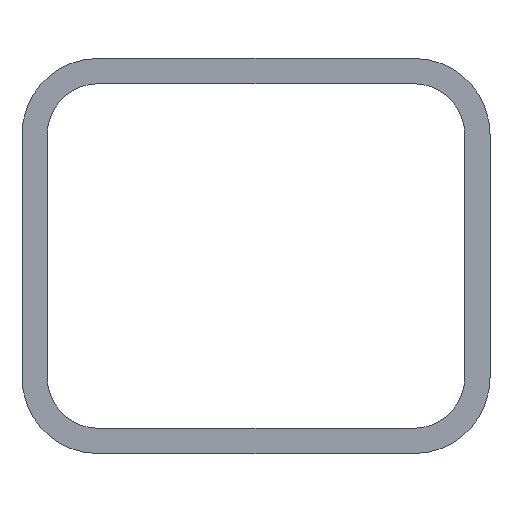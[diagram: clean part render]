
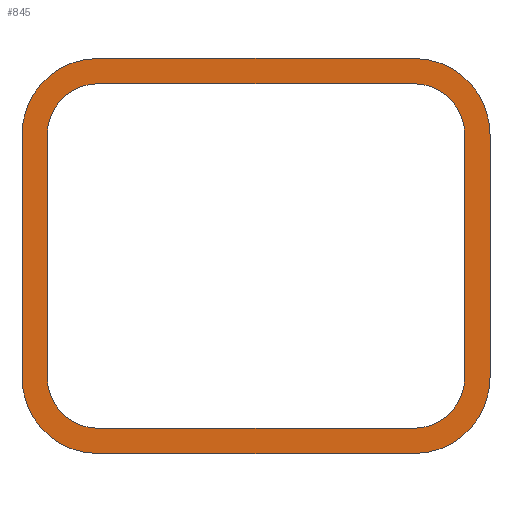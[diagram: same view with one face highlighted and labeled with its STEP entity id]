
A CAD part, front view. The second image highlights one B-rep face of the part: STEP entity #845.
In plain terms, the highlighted planar face has unit normal (0, -1, 0).
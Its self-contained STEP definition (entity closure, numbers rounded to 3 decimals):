
#14 = DIRECTION ( 'NONE',  ( 0., 1., 0. ) ) ;
#21 = ORIENTED_EDGE ( 'NONE', *, *, #651, .T. ) ;
#38 = EDGE_CURVE ( 'NONE', #634, #814, #542, .T. ) ;
#40 = EDGE_CURVE ( 'NONE', #663, #622, #201, .T. ) ;
#48 = VECTOR ( 'NONE', #247, 1000. ) ;
#49 = CARTESIAN_POINT ( 'NONE',  ( 46.2, -5., -24. ) ) ;
#53 = CARTESIAN_POINT ( 'NONE',  ( -31.2, -5., -24. ) ) ;
#68 = PLANE ( 'NONE',  #536 ) ;
#69 = CIRCLE ( 'NONE', #128, 10. ) ;
#76 = CARTESIAN_POINT ( 'NONE',  ( 46.2, -5., 24. ) ) ;
#80 = ORIENTED_EDGE ( 'NONE', *, *, #38, .F. ) ;
#82 = DIRECTION ( 'NONE',  ( 0., 0., -1. ) ) ;
#84 = VERTEX_POINT ( 'NONE', #134 ) ;
#93 = VERTEX_POINT ( 'NONE', #49 ) ;
#100 = EDGE_CURVE ( 'NONE', #590, #417, #509, .T. ) ;
#128 = AXIS2_PLACEMENT_3D ( 'NONE', #705, #697, #551 ) ;
#129 = DIRECTION ( 'NONE',  ( 0., 0., -1. ) ) ;
#133 = CARTESIAN_POINT ( 'NONE',  ( 31.2, -5., -39. ) ) ;
#134 = CARTESIAN_POINT ( 'NONE',  ( -41.2, -5., -24. ) ) ;
#135 = DIRECTION ( 'NONE',  ( 0., 0., -1. ) ) ;
#136 = CARTESIAN_POINT ( 'NONE',  ( -41.2, -5., 24. ) ) ;
#141 = DIRECTION ( 'NONE',  ( 0., -1., 0. ) ) ;
#148 = CARTESIAN_POINT ( 'NONE',  ( 31.2, -5., 39. ) ) ;
#152 = DIRECTION ( 'NONE',  ( 0., 1., 0. ) ) ;
#160 = EDGE_CURVE ( 'NONE', #417, #576, #234, .T. ) ;
#164 = DIRECTION ( 'NONE',  ( 0., 0., -1. ) ) ;
#179 = CARTESIAN_POINT ( 'NONE',  ( -31.2, -5., -39. ) ) ;
#193 = CARTESIAN_POINT ( 'NONE',  ( -46.2, -5., -24. ) ) ;
#196 = VECTOR ( 'NONE', #868, 1000. ) ;
#201 = CIRCLE ( 'NONE', #499, 10. ) ;
#204 = DIRECTION ( 'NONE',  ( 0., 0., 1. ) ) ;
#205 = DIRECTION ( 'NONE',  ( 0., 1., 0. ) ) ;
#213 = ORIENTED_EDGE ( 'NONE', *, *, #829, .F. ) ;
#229 = AXIS2_PLACEMENT_3D ( 'NONE', #230, #152, #164 ) ;
#230 = CARTESIAN_POINT ( 'NONE',  ( 31.2, -5., -24. ) ) ;
#234 = LINE ( 'NONE', #148, #534 ) ;
#246 = ORIENTED_EDGE ( 'NONE', *, *, #362, .F. ) ;
#247 = DIRECTION ( 'NONE',  ( 1., 0., 0. ) ) ;
#250 = DIRECTION ( 'NONE',  ( 0., 1., 0. ) ) ;
#260 = CARTESIAN_POINT ( 'NONE',  ( 31.2, -5., 24. ) ) ;
#262 = DIRECTION ( 'NONE',  ( 0., 1., 0. ) ) ;
#265 = AXIS2_PLACEMENT_3D ( 'NONE', #882, #262, #129 ) ;
#269 = DIRECTION ( 'NONE',  ( 0., 1., 0. ) ) ;
#288 = CARTESIAN_POINT ( 'NONE',  ( 41.2, -5., -24. ) ) ;
#298 = VERTEX_POINT ( 'NONE', #136 ) ;
#300 = CARTESIAN_POINT ( 'NONE',  ( -31.2, -5., -24. ) ) ;
#313 = CARTESIAN_POINT ( 'NONE',  ( 31.2, -5., -34. ) ) ;
#323 = ORIENTED_EDGE ( 'NONE', *, *, #725, .F. ) ;
#330 = EDGE_CURVE ( 'NONE', #464, #93, #691, .T. ) ;
#343 = FACE_BOUND ( 'NONE', #488, .T. ) ;
#345 = VECTOR ( 'NONE', #686, 1000. ) ;
#346 = VERTEX_POINT ( 'NONE', #758 ) ;
#353 = AXIS2_PLACEMENT_3D ( 'NONE', #300, #376, #911 ) ;
#354 = VECTOR ( 'NONE', #135, 1000. ) ;
#362 = EDGE_CURVE ( 'NONE', #93, #902, #545, .T. ) ;
#373 = ORIENTED_EDGE ( 'NONE', *, *, #419, .T. ) ;
#375 = ORIENTED_EDGE ( 'NONE', *, *, #100, .F. ) ;
#376 = DIRECTION ( 'NONE',  ( 0., 1., 0. ) ) ;
#378 = CIRCLE ( 'NONE', #818, 15. ) ;
#384 = VERTEX_POINT ( 'NONE', #831 ) ;
#392 = LINE ( 'NONE', #491, #196 ) ;
#394 = CIRCLE ( 'NONE', #747, 10. ) ;
#397 = ORIENTED_EDGE ( 'NONE', *, *, #330, .F. ) ;
#400 = EDGE_CURVE ( 'NONE', #384, #84, #726, .T. ) ;
#402 = LINE ( 'NONE', #313, #345 ) ;
#414 = DIRECTION ( 'NONE',  ( 0., 0., -1. ) ) ;
#417 = VERTEX_POINT ( 'NONE', #917 ) ;
#418 = ORIENTED_EDGE ( 'NONE', *, *, #671, .T. ) ;
#419 = EDGE_CURVE ( 'NONE', #887, #452, #394, .T. ) ;
#447 = AXIS2_PLACEMENT_3D ( 'NONE', #53, #205, #414 ) ;
#451 = EDGE_CURVE ( 'NONE', #452, #384, #402, .T. ) ;
#452 = VERTEX_POINT ( 'NONE', #847 ) ;
#464 = VERTEX_POINT ( 'NONE', #931 ) ;
#467 = CARTESIAN_POINT ( 'NONE',  ( 31.2, -5., 34. ) ) ;
#471 = VECTOR ( 'NONE', #480, 1000. ) ;
#480 = DIRECTION ( 'NONE',  ( 0., 0., 1. ) ) ;
#484 = VECTOR ( 'NONE', #752, 1000. ) ;
#486 = ORIENTED_EDGE ( 'NONE', *, *, #940, .T. ) ;
#488 = EDGE_LOOP ( 'NONE', ( #486, #373, #496, #524, #781, #418, #21, #547 ) ) ;
#490 = CARTESIAN_POINT ( 'NONE',  ( -46.2, -5., 24. ) ) ;
#491 = CARTESIAN_POINT ( 'NONE',  ( 31.2, -5., -39. ) ) ;
#496 = ORIENTED_EDGE ( 'NONE', *, *, #451, .T. ) ;
#498 = EDGE_LOOP ( 'NONE', ( #599, #858, #375, #213, #80, #323, #246, #397 ) ) ;
#499 = AXIS2_PLACEMENT_3D ( 'NONE', #952, #269, #793 ) ;
#509 = CIRCLE ( 'NONE', #265, 15. ) ;
#524 = ORIENTED_EDGE ( 'NONE', *, *, #400, .T. ) ;
#526 = CARTESIAN_POINT ( 'NONE',  ( 31.2, -5., -24. ) ) ;
#534 = VECTOR ( 'NONE', #582, 1000. ) ;
#536 = AXIS2_PLACEMENT_3D ( 'NONE', #735, #141, #893 ) ;
#541 = CARTESIAN_POINT ( 'NONE',  ( 31.2, -5., 34. ) ) ;
#542 = CIRCLE ( 'NONE', #447, 15. ) ;
#545 = CIRCLE ( 'NONE', #229, 15. ) ;
#547 = ORIENTED_EDGE ( 'NONE', *, *, #40, .T. ) ;
#551 = DIRECTION ( 'NONE',  ( 0., 0., -1. ) ) ;
#576 = VERTEX_POINT ( 'NONE', #835 ) ;
#578 = CARTESIAN_POINT ( 'NONE',  ( 41.2, -5., 24. ) ) ;
#582 = DIRECTION ( 'NONE',  ( 1., 0., 0. ) ) ;
#590 = VERTEX_POINT ( 'NONE', #856 ) ;
#596 = LINE ( 'NONE', #578, #354 ) ;
#599 = ORIENTED_EDGE ( 'NONE', *, *, #616, .F. ) ;
#610 = CARTESIAN_POINT ( 'NONE',  ( 41.2, -5., 24. ) ) ;
#616 = EDGE_CURVE ( 'NONE', #576, #464, #378, .T. ) ;
#617 = DIRECTION ( 'NONE',  ( 0., 0., -1. ) ) ;
#622 = VERTEX_POINT ( 'NONE', #610 ) ;
#631 = LINE ( 'NONE', #467, #48 ) ;
#634 = VERTEX_POINT ( 'NONE', #179 ) ;
#651 = EDGE_CURVE ( 'NONE', #346, #663, #631, .T. ) ;
#663 = VERTEX_POINT ( 'NONE', #541 ) ;
#671 = EDGE_CURVE ( 'NONE', #298, #346, #69, .T. ) ;
#672 = LINE ( 'NONE', #490, #471 ) ;
#686 = DIRECTION ( 'NONE',  ( -1., 0., 0. ) ) ;
#691 = LINE ( 'NONE', #76, #484 ) ;
#697 = DIRECTION ( 'NONE',  ( 0., 1., 0. ) ) ;
#705 = CARTESIAN_POINT ( 'NONE',  ( -31.2, -5., 24. ) ) ;
#725 = EDGE_CURVE ( 'NONE', #902, #634, #392, .T. ) ;
#726 = CIRCLE ( 'NONE', #353, 10. ) ;
#735 = CARTESIAN_POINT ( 'NONE',  ( 31.2, -5., 24. ) ) ;
#737 = FACE_OUTER_BOUND ( 'NONE', #498, .T. ) ;
#747 = AXIS2_PLACEMENT_3D ( 'NONE', #526, #14, #82 ) ;
#752 = DIRECTION ( 'NONE',  ( 0., 0., -1. ) ) ;
#758 = CARTESIAN_POINT ( 'NONE',  ( -31.2, -5., 34. ) ) ;
#781 = ORIENTED_EDGE ( 'NONE', *, *, #795, .T. ) ;
#793 = DIRECTION ( 'NONE',  ( 0., 0., -1. ) ) ;
#795 = EDGE_CURVE ( 'NONE', #84, #298, #900, .T. ) ;
#814 = VERTEX_POINT ( 'NONE', #193 ) ;
#818 = AXIS2_PLACEMENT_3D ( 'NONE', #260, #250, #617 ) ;
#829 = EDGE_CURVE ( 'NONE', #814, #590, #672, .T. ) ;
#831 = CARTESIAN_POINT ( 'NONE',  ( -31.2, -5., -34. ) ) ;
#835 = CARTESIAN_POINT ( 'NONE',  ( 31.2, -5., 39. ) ) ;
#845 = ADVANCED_FACE ( 'NONE', ( #737, #343 ), #68, .T. ) ;
#847 = CARTESIAN_POINT ( 'NONE',  ( 31.2, -5., -34. ) ) ;
#848 = VECTOR ( 'NONE', #204, 1000. ) ;
#856 = CARTESIAN_POINT ( 'NONE',  ( -46.2, -5., 24. ) ) ;
#858 = ORIENTED_EDGE ( 'NONE', *, *, #160, .F. ) ;
#868 = DIRECTION ( 'NONE',  ( -1., 0., 0. ) ) ;
#882 = CARTESIAN_POINT ( 'NONE',  ( -31.2, -5., 24. ) ) ;
#887 = VERTEX_POINT ( 'NONE', #288 ) ;
#893 = DIRECTION ( 'NONE',  ( 0., 0., -1. ) ) ;
#900 = LINE ( 'NONE', #956, #848 ) ;
#902 = VERTEX_POINT ( 'NONE', #133 ) ;
#911 = DIRECTION ( 'NONE',  ( 0., 0., -1. ) ) ;
#917 = CARTESIAN_POINT ( 'NONE',  ( -31.2, -5., 39. ) ) ;
#931 = CARTESIAN_POINT ( 'NONE',  ( 46.2, -5., 24. ) ) ;
#940 = EDGE_CURVE ( 'NONE', #622, #887, #596, .T. ) ;
#952 = CARTESIAN_POINT ( 'NONE',  ( 31.2, -5., 24. ) ) ;
#956 = CARTESIAN_POINT ( 'NONE',  ( -41.2, -5., 24. ) ) ;
